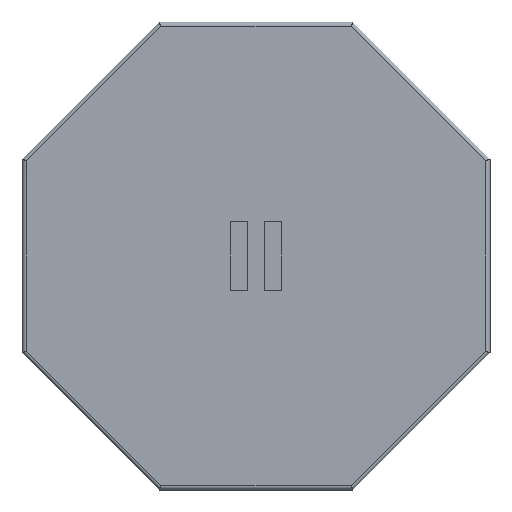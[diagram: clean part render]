
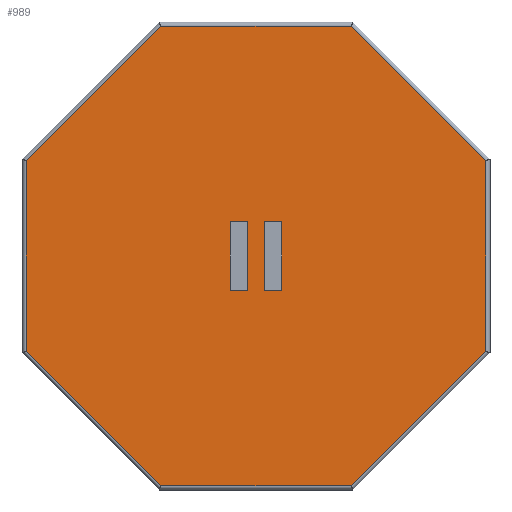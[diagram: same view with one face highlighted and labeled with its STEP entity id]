
A CAD part, front view. The second image highlights one B-rep face of the part: STEP entity #989.
In plain terms, the highlighted planar face has unit normal (0, -1, 0).
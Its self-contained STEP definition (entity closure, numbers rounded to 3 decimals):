
#23=FACE_BOUND('',#144,.T.);
#24=FACE_BOUND('',#145,.T.);
#39=PLANE('',#1078);
#85=FACE_OUTER_BOUND('',#143,.T.);
#143=EDGE_LOOP('',(#725,#726,#727,#728,#729,#730,#731,#732));
#144=EDGE_LOOP('',(#733,#734,#735,#736));
#145=EDGE_LOOP('',(#737,#738,#739,#740));
#217=LINE('',#1426,#333);
#219=LINE('',#1434,#335);
#222=LINE('',#1445,#338);
#223=LINE('',#1448,#339);
#226=LINE('',#1454,#342);
#228=LINE('',#1460,#344);
#230=LINE('',#1466,#346);
#232=LINE('',#1470,#348);
#242=LINE('',#1492,#358);
#243=LINE('',#1494,#359);
#244=LINE('',#1496,#360);
#245=LINE('',#1497,#361);
#246=LINE('',#1500,#362);
#247=LINE('',#1502,#363);
#248=LINE('',#1504,#364);
#249=LINE('',#1505,#365);
#333=VECTOR('',#1144,10.);
#335=VECTOR('',#1152,10.);
#338=VECTOR('',#1161,10.);
#339=VECTOR('',#1166,10.);
#342=VECTOR('',#1171,10.);
#344=VECTOR('',#1177,10.);
#346=VECTOR('',#1183,10.);
#348=VECTOR('',#1189,10.);
#358=VECTOR('',#1209,10.);
#359=VECTOR('',#1210,10.);
#360=VECTOR('',#1211,10.);
#361=VECTOR('',#1212,10.);
#362=VECTOR('',#1213,10.);
#363=VECTOR('',#1214,10.);
#364=VECTOR('',#1215,10.);
#365=VECTOR('',#1216,10.);
#449=VERTEX_POINT('',#1424);
#450=VERTEX_POINT('',#1425);
#453=VERTEX_POINT('',#1433);
#457=VERTEX_POINT('',#1442);
#458=VERTEX_POINT('',#1444);
#460=VERTEX_POINT('',#1453);
#462=VERTEX_POINT('',#1459);
#464=VERTEX_POINT('',#1465);
#470=VERTEX_POINT('',#1490);
#471=VERTEX_POINT('',#1491);
#472=VERTEX_POINT('',#1493);
#473=VERTEX_POINT('',#1495);
#474=VERTEX_POINT('',#1498);
#475=VERTEX_POINT('',#1499);
#476=VERTEX_POINT('',#1501);
#477=VERTEX_POINT('',#1503);
#537=EDGE_CURVE('',#449,#450,#217,.T.);
#541=EDGE_CURVE('',#450,#453,#219,.T.);
#546=EDGE_CURVE('',#457,#458,#222,.T.);
#548=EDGE_CURVE('',#453,#457,#223,.T.);
#551=EDGE_CURVE('',#458,#460,#226,.T.);
#554=EDGE_CURVE('',#460,#462,#228,.T.);
#557=EDGE_CURVE('',#462,#464,#230,.T.);
#560=EDGE_CURVE('',#464,#449,#232,.T.);
#570=EDGE_CURVE('',#470,#471,#242,.T.);
#571=EDGE_CURVE('',#471,#472,#243,.T.);
#572=EDGE_CURVE('',#472,#473,#244,.T.);
#573=EDGE_CURVE('',#473,#470,#245,.T.);
#574=EDGE_CURVE('',#474,#475,#246,.T.);
#575=EDGE_CURVE('',#475,#476,#247,.T.);
#576=EDGE_CURVE('',#476,#477,#248,.T.);
#577=EDGE_CURVE('',#477,#474,#249,.T.);
#725=ORIENTED_EDGE('',*,*,#546,.F.);
#726=ORIENTED_EDGE('',*,*,#548,.F.);
#727=ORIENTED_EDGE('',*,*,#541,.F.);
#728=ORIENTED_EDGE('',*,*,#537,.F.);
#729=ORIENTED_EDGE('',*,*,#560,.F.);
#730=ORIENTED_EDGE('',*,*,#557,.F.);
#731=ORIENTED_EDGE('',*,*,#554,.F.);
#732=ORIENTED_EDGE('',*,*,#551,.F.);
#733=ORIENTED_EDGE('',*,*,#570,.T.);
#734=ORIENTED_EDGE('',*,*,#571,.T.);
#735=ORIENTED_EDGE('',*,*,#572,.T.);
#736=ORIENTED_EDGE('',*,*,#573,.T.);
#737=ORIENTED_EDGE('',*,*,#574,.T.);
#738=ORIENTED_EDGE('',*,*,#575,.T.);
#739=ORIENTED_EDGE('',*,*,#576,.T.);
#740=ORIENTED_EDGE('',*,*,#577,.T.);
#989=ADVANCED_FACE('',(#85,#23,#24),#39,.F.);
#1078=AXIS2_PLACEMENT_3D('',#1489,#1207,#1208);
#1144=DIRECTION('',(-1.,0.,0.));
#1152=DIRECTION('',(-0.707,0.,0.707));
#1161=DIRECTION('',(0.707,0.,0.707));
#1166=DIRECTION('',(0.,0.,1.));
#1171=DIRECTION('',(1.,0.,0.));
#1177=DIRECTION('',(0.707,0.,-0.707));
#1183=DIRECTION('',(0.,0.,-1.));
#1189=DIRECTION('',(-0.707,0.,-0.707));
#1207=DIRECTION('center_axis',(0.,1.,0.));
#1208=DIRECTION('ref_axis',(0.,0.,1.));
#1209=DIRECTION('',(1.,0.,0.));
#1210=DIRECTION('',(0.,0.,-1.));
#1211=DIRECTION('',(-1.,0.,0.));
#1212=DIRECTION('',(0.,0.,1.));
#1213=DIRECTION('',(1.,0.,0.));
#1214=DIRECTION('',(0.,0.,-1.));
#1215=DIRECTION('',(-1.,0.,0.));
#1216=DIRECTION('',(0.,0.,1.));
#1424=CARTESIAN_POINT('',(27.746,0.,-66.984));
#1425=CARTESIAN_POINT('',(-27.746,0.,-66.984));
#1426=CARTESIAN_POINT('',(14.121,0.,-66.984));
#1433=CARTESIAN_POINT('',(-66.984,0.,-27.746));
#1434=CARTESIAN_POINT('',(-37.379,0.,-57.35));
#1442=CARTESIAN_POINT('',(-66.984,0.,27.746));
#1444=CARTESIAN_POINT('',(-27.746,0.,66.984));
#1445=CARTESIAN_POINT('',(-57.35,0.,37.379));
#1448=CARTESIAN_POINT('',(-66.984,0.,-14.121));
#1453=CARTESIAN_POINT('',(27.746,0.,66.984));
#1454=CARTESIAN_POINT('',(-14.121,0.,66.984));
#1459=CARTESIAN_POINT('',(66.984,0.,27.746));
#1460=CARTESIAN_POINT('',(37.379,0.,57.35));
#1465=CARTESIAN_POINT('',(66.984,0.,-27.746));
#1466=CARTESIAN_POINT('',(66.984,0.,14.121));
#1470=CARTESIAN_POINT('',(57.35,0.,-37.379));
#1489=CARTESIAN_POINT('Origin',(0.,0.,0.));
#1490=CARTESIAN_POINT('',(2.5,0.,10.));
#1491=CARTESIAN_POINT('',(7.5,0.,10.));
#1492=CARTESIAN_POINT('',(3.75,0.,10.));
#1493=CARTESIAN_POINT('',(7.5,0.,-10.));
#1494=CARTESIAN_POINT('',(7.5,0.,-5.));
#1495=CARTESIAN_POINT('',(2.5,0.,-10.));
#1496=CARTESIAN_POINT('',(1.25,0.,-10.));
#1497=CARTESIAN_POINT('',(2.5,0.,5.));
#1498=CARTESIAN_POINT('',(-7.5,0.,10.));
#1499=CARTESIAN_POINT('',(-2.5,0.,10.));
#1500=CARTESIAN_POINT('',(-1.25,0.,10.));
#1501=CARTESIAN_POINT('',(-2.5,0.,-10.));
#1502=CARTESIAN_POINT('',(-2.5,0.,-5.));
#1503=CARTESIAN_POINT('',(-7.5,0.,-10.));
#1504=CARTESIAN_POINT('',(-3.75,0.,-10.));
#1505=CARTESIAN_POINT('',(-7.5,0.,5.));
